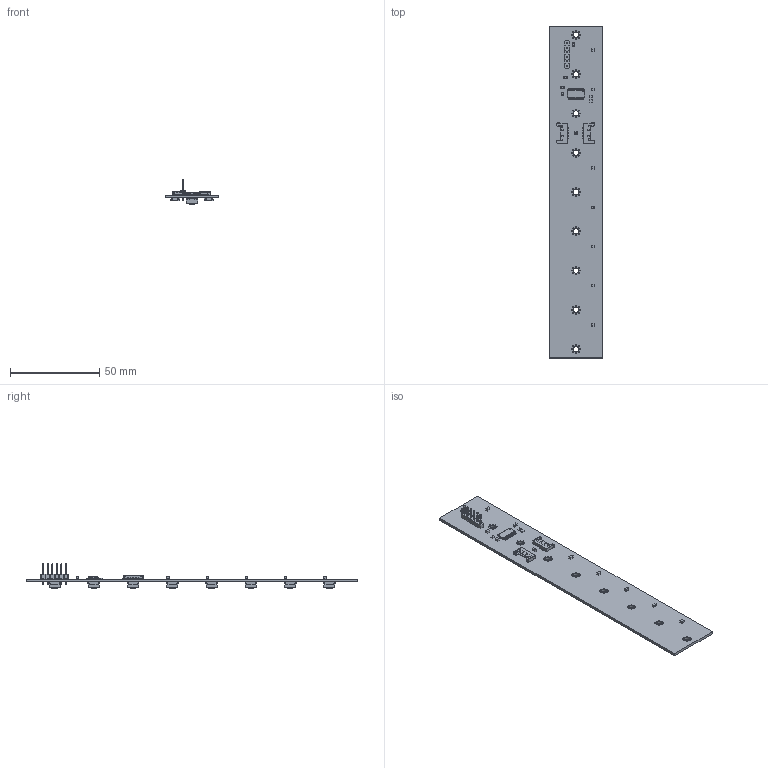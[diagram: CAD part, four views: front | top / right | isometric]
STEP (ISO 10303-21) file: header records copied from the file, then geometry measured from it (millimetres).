
FILE_DESCRIPTION(('KiCad electronic assembly'),'2;1');
FILE_NAME('board2-buttons.step','2026-02-20T23:12:08',('Pcbnew'),( 'Kicad'),'Open CASCADE STEP processor 7.8','KiCad to STEP converter' ,'Unknown');
FILE_SCHEMA(('AUTOMOTIVE_DESIGN { 1 0 10303 214 1 1 1 1 }'));
Length unit declared in the file: millimetre
Products named in the file (11): board2-buttons 1; PinHeader_1x06_P2.54mm_Vertical; C_0805_2012Metric; Molex_Pico-Lock_504050-0591_1x05-1MP_P1.50mm_Horizontal; SOLID; COMPOUND; R_0805_2012Metric; HTSSOP-28-1EP_4.4x9.7mm_P0.65mm_EP3.4x9.5mm; kicad_embedded_2C29A6F9D8FD8E1C9B9B03E30CAF4A29; kicad_embedded_AFB3D69C6A183AAD37F7A7D1C52F49ED; board2-buttons_PCB
Assembly tree (45 placements, depth 3):
  board2-buttons 1
    PinHeader_1x06_P2.54mm_Vertical
    C_0805_2012Metric  x10
    Molex_Pico-Lock_504050-0591_1x05-1MP_P1.50mm_Horizontal  x2
      SOLID
      COMPOUND
    R_0805_2012Metric  x4
    HTSSOP-28-1EP_4.4x9.7mm_P0.65mm_EP3.4x9.5mm
    kicad_embedded_2C29A6F9D8FD8E1C9B9B03E30CAF4A29  x8
    kicad_embedded_AFB3D69C6A183AAD37F7A7D1C52F49ED  x16
    board2-buttons_PCB
Bounding box: 30 x 186 x 13.72 mm (x, y, z)
Volume: 10086.1 mm3; surface area: 16346.5 mm2
Topology: 147 solids, 147 shells, 3292 faces, 8592 edges, 5691 vertices
Faces by surface type: plane 2551, cylinder 689, sphere 20, bspline 16, cone 16
Full cylindrical faces by diameter (mm): 0.5 x72, 1 x6, 3 x17
Entity records: 43187 total; most frequent: CARTESIAN_POINT 6620, ORIENTED_EDGE 6372, DIRECTION 6217, EDGE_CURVE 3186, LINE 2597, VECTOR 2597, VERTEX_POINT 2045, AXIS2_PLACEMENT_3D 1810
